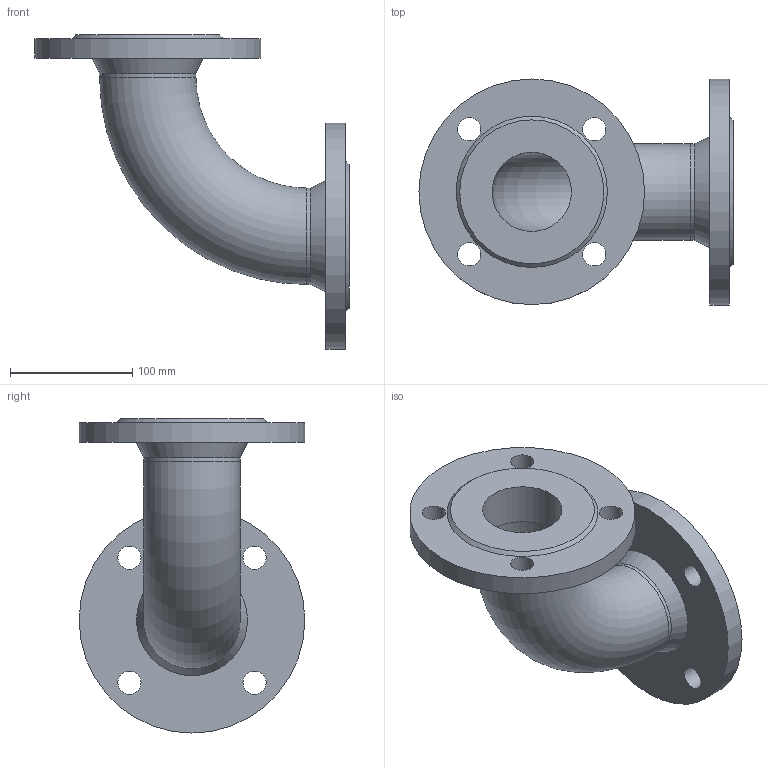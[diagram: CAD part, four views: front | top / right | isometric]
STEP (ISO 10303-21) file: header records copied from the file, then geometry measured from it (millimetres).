
FILE_DESCRIPTION (( 'STEP AP203' ), '1' );
FILE_NAME ('65-90.STEP', '2017-10-30T08:27:28', ( 'Windows User' ), ( 'AVK' ), 'SwSTEP 2.0', 'SolidWorks 2012', '' );
FILE_SCHEMA (( 'CONFIG_CONTROL_DESIGN' ));
Length unit declared in the file: millimetre
Products named in the file (1): 65-90
Bounding box: 257.5 x 185 x 257.5 mm (x, y, z)
Volume: 1160915.4 mm3; surface area: 226334.7 mm2
Topology: 1 solids, 1 shells, 26 faces, 62 edges, 42 vertices
Faces by surface type: cylinder 14, plane 6, cone 4, torus 2
Full cylindrical faces by diameter (mm): 19 x8, 65 x2, 79 x2, 185 x2
Entity records: 717 total; most frequent: DIRECTION 122, CARTESIAN_POINT 95, EDGE_LOOP 68, ORIENTED_EDGE 68, AXIS2_PLACEMENT_3D 61, FACE_OUTER_BOUND 42, CIRCLE 34, VERTEX_POINT 34
